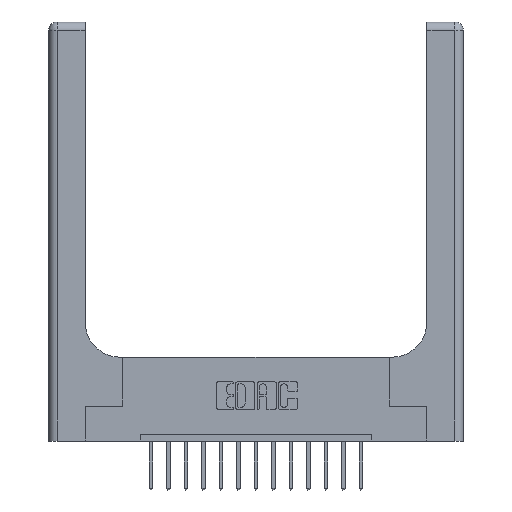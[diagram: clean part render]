
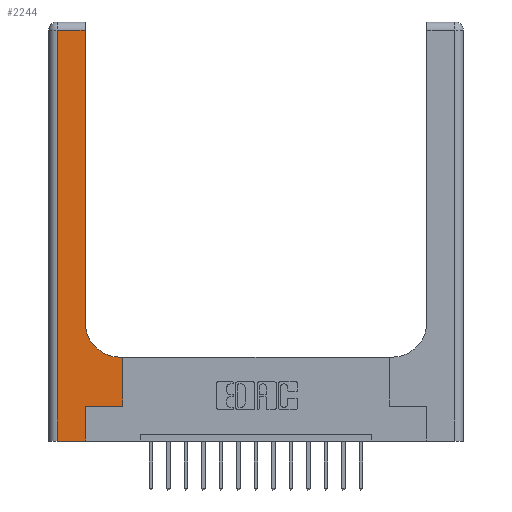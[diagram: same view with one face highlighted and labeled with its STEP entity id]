
A CAD part, top view. The second image highlights one B-rep face of the part: STEP entity #2244.
In plain terms, the highlighted planar face has unit normal (0, 0, 1).
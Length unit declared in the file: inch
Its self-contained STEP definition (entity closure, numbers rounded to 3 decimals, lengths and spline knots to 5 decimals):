
#269 = ORIENTED_EDGE ( 'NONE', *, *, #15411, .T. ) ;
#381 = CARTESIAN_POINT ( 'NONE',  ( 0.06, 3., 0.37 ) ) ;
#517 = CARTESIAN_POINT ( 'NONE',  ( 0.528, 0.25, 0.37 ) ) ;
#624 = VECTOR ( 'NONE', #7215, 39.37008 ) ;
#666 = EDGE_LOOP ( 'NONE', ( #1076, #16392, #10988, #15764, #269, #13979, #13523, #1764, #9066 ) ) ;
#1076 = ORIENTED_EDGE ( 'NONE', *, *, #4787, .T. ) ;
#1498 = VECTOR ( 'NONE', #2688, 39.37008 ) ;
#1519 = VERTEX_POINT ( 'NONE', #3671 ) ;
#1561 = FACE_OUTER_BOUND ( 'NONE', #666, .T. ) ;
#1705 = CARTESIAN_POINT ( 'NONE',  ( 0.06, 2.94, 0.37 ) ) ;
#1764 = ORIENTED_EDGE ( 'NONE', *, *, #8373, .T. ) ;
#2244 = ADVANCED_FACE ( 'NONE', ( #1561 ), #15260, .F. ) ;
#2368 = LINE ( 'NONE', #5031, #9227 ) ;
#2556 = AXIS2_PLACEMENT_3D ( 'NONE', #3323, #15071, #12413 ) ;
#2579 = EDGE_CURVE ( 'NONE', #3286, #5976, #8004, .T. ) ;
#2688 = DIRECTION ( 'NONE',  ( -1., 0., 0. ) ) ;
#2838 = VECTOR ( 'NONE', #8098, 39.37008 ) ;
#2927 = VECTOR ( 'NONE', #5940, 39.37008 ) ;
#3286 = VERTEX_POINT ( 'NONE', #6799 ) ;
#3323 = CARTESIAN_POINT ( 'NONE',  ( 0., 3., 0.37 ) ) ;
#3485 = EDGE_CURVE ( 'NONE', #17291, #1519, #15531, .T. ) ;
#3671 = CARTESIAN_POINT ( 'NONE',  ( 0.265, 0., 0.37 ) ) ;
#4373 = CARTESIAN_POINT ( 'NONE',  ( 0.265, 0.25, 0.37 ) ) ;
#4627 = CARTESIAN_POINT ( 'NONE',  ( 0.528, 0.6, 0.37 ) ) ;
#4787 = EDGE_CURVE ( 'NONE', #6442, #16680, #5289, .T. ) ;
#5018 = DIRECTION ( 'NONE',  ( 0., 0., -1. ) ) ;
#5031 = CARTESIAN_POINT ( 'NONE',  ( 0.26, 0.6, 0.37 ) ) ;
#5039 = EDGE_CURVE ( 'NONE', #11955, #17291, #8567, .T. ) ;
#5163 = VECTOR ( 'NONE', #12058, 39.37008 ) ;
#5289 = LINE ( 'NONE', #16404, #5163 ) ;
#5308 = EDGE_CURVE ( 'NONE', #16680, #11955, #7849, .T. ) ;
#5786 = LINE ( 'NONE', #13868, #10586 ) ;
#5940 = DIRECTION ( 'NONE',  ( 0., 1., 0. ) ) ;
#5976 = VERTEX_POINT ( 'NONE', #16120 ) ;
#6442 = VERTEX_POINT ( 'NONE', #15471 ) ;
#6752 = CARTESIAN_POINT ( 'NONE',  ( 0.51, 0.6, 0.37 ) ) ;
#6799 = CARTESIAN_POINT ( 'NONE',  ( 0.265, 0.25, 0.37 ) ) ;
#7215 = DIRECTION ( 'NONE',  ( 0., -1., 0. ) ) ;
#7263 = LINE ( 'NONE', #517, #2927 ) ;
#7469 = CIRCLE ( 'NONE', #10023, 0.25 ) ;
#7849 = LINE ( 'NONE', #13449, #1498 ) ;
#7945 = DIRECTION ( 'NONE',  ( 1., 0., 0. ) ) ;
#8004 = LINE ( 'NONE', #4373, #2838 ) ;
#8098 = DIRECTION ( 'NONE',  ( 1., 0., 0. ) ) ;
#8262 = VECTOR ( 'NONE', #8586, 39.37008 ) ;
#8373 = EDGE_CURVE ( 'NONE', #12451, #9338, #2368, .T. ) ;
#8567 = LINE ( 'NONE', #381, #624 ) ;
#8586 = DIRECTION ( 'NONE',  ( 1., 0., 0. ) ) ;
#9066 = ORIENTED_EDGE ( 'NONE', *, *, #17266, .T. ) ;
#9227 = VECTOR ( 'NONE', #10445, 39.37008 ) ;
#9338 = VERTEX_POINT ( 'NONE', #6752 ) ;
#9873 = DIRECTION ( 'NONE',  ( 0., 1., 0. ) ) ;
#10023 = AXIS2_PLACEMENT_3D ( 'NONE', #10524, #5018, #7945 ) ;
#10445 = DIRECTION ( 'NONE',  ( -1., 0., 0. ) ) ;
#10524 = CARTESIAN_POINT ( 'NONE',  ( 0.51, 0.85, 0.37 ) ) ;
#10586 = VECTOR ( 'NONE', #9873, 39.37008 ) ;
#10988 = ORIENTED_EDGE ( 'NONE', *, *, #5039, .T. ) ;
#11420 = CARTESIAN_POINT ( 'NONE',  ( 0., 0., 0.37 ) ) ;
#11955 = VERTEX_POINT ( 'NONE', #1705 ) ;
#12058 = DIRECTION ( 'NONE',  ( 0., 1., 0. ) ) ;
#12413 = DIRECTION ( 'NONE',  ( -1., 0., 0. ) ) ;
#12451 = VERTEX_POINT ( 'NONE', #4627 ) ;
#13021 = CARTESIAN_POINT ( 'NONE',  ( 0.06, 0., 0.37 ) ) ;
#13340 = CARTESIAN_POINT ( 'NONE',  ( 0.26, 2.94, 0.37 ) ) ;
#13449 = CARTESIAN_POINT ( 'NONE',  ( 0., 2.94, 0.37 ) ) ;
#13523 = ORIENTED_EDGE ( 'NONE', *, *, #16966, .T. ) ;
#13868 = CARTESIAN_POINT ( 'NONE',  ( 0.265, 0., 0.37 ) ) ;
#13979 = ORIENTED_EDGE ( 'NONE', *, *, #2579, .T. ) ;
#15071 = DIRECTION ( 'NONE',  ( 0., 0., -1. ) ) ;
#15260 = PLANE ( 'NONE',  #2556 ) ;
#15411 = EDGE_CURVE ( 'NONE', #1519, #3286, #5786, .T. ) ;
#15471 = CARTESIAN_POINT ( 'NONE',  ( 0.26, 0.85, 0.37 ) ) ;
#15531 = LINE ( 'NONE', #11420, #8262 ) ;
#15764 = ORIENTED_EDGE ( 'NONE', *, *, #3485, .T. ) ;
#16120 = CARTESIAN_POINT ( 'NONE',  ( 0.528, 0.25, 0.37 ) ) ;
#16392 = ORIENTED_EDGE ( 'NONE', *, *, #5308, .T. ) ;
#16404 = CARTESIAN_POINT ( 'NONE',  ( 0.26, 3., 0.37 ) ) ;
#16680 = VERTEX_POINT ( 'NONE', #13340 ) ;
#16966 = EDGE_CURVE ( 'NONE', #5976, #12451, #7263, .T. ) ;
#17266 = EDGE_CURVE ( 'NONE', #9338, #6442, #7469, .T. ) ;
#17291 = VERTEX_POINT ( 'NONE', #13021 ) ;
